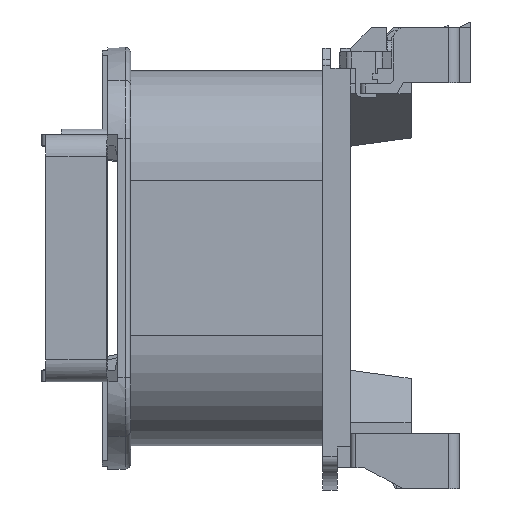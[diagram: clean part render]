
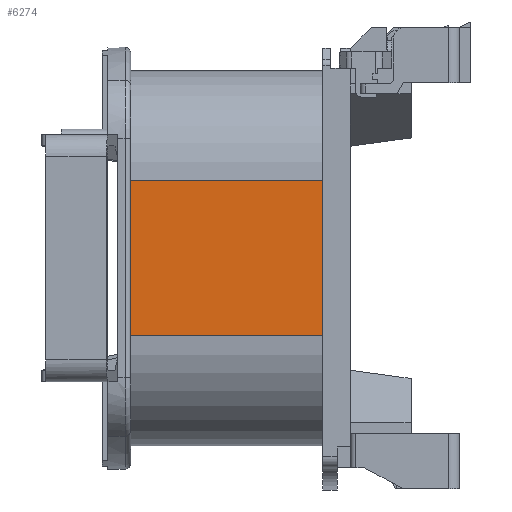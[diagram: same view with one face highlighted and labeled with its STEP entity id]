
A CAD part, left-side view. The second image highlights one B-rep face of the part: STEP entity #6274.
In plain terms, the highlighted planar face has unit normal (-1, 0, 0).
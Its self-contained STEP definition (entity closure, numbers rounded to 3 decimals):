
#135 = CARTESIAN_POINT ( 'NONE',  ( -13.7, 13.4, 17. ) ) ;
#277 = VECTOR ( 'NONE', #9945, 1000. ) ;
#787 = VERTEX_POINT ( 'NONE', #15750 ) ;
#904 = ORIENTED_EDGE ( 'NONE', *, *, #15950, .T. ) ;
#1042 = EDGE_CURVE ( 'NONE', #11592, #4303, #4008, .T. ) ;
#1277 = FACE_OUTER_BOUND ( 'NONE', #4534, .T. ) ;
#1707 = DIRECTION ( 'NONE',  ( 0., 0., -1. ) ) ;
#1778 = AXIS2_PLACEMENT_3D ( 'NONE', #5582, #3661, #1707 ) ;
#1913 = LINE ( 'NONE', #11209, #7254 ) ;
#3469 = EDGE_CURVE ( 'NONE', #787, #11592, #9232, .T. ) ;
#3624 = EDGE_CURVE ( 'NONE', #787, #4796, #13856, .T. ) ;
#3640 = ORIENTED_EDGE ( 'NONE', *, *, #3469, .T. ) ;
#3661 = DIRECTION ( 'NONE',  ( 1., 0., 0. ) ) ;
#4008 = LINE ( 'NONE', #135, #15202 ) ;
#4303 = VERTEX_POINT ( 'NONE', #17869 ) ;
#4534 = EDGE_LOOP ( 'NONE', ( #8185, #3640, #10216, #904 ) ) ;
#4796 = VERTEX_POINT ( 'NONE', #7935 ) ;
#5315 = DIRECTION ( 'NONE',  ( 0., -1., 0. ) ) ;
#5582 = CARTESIAN_POINT ( 'NONE',  ( -13.7, 30.8, 17. ) ) ;
#6274 = ADVANCED_FACE ( 'NONE', ( #1277 ), #7537, .F. ) ;
#7252 = CARTESIAN_POINT ( 'NONE',  ( -13.7, 30.8, -7. ) ) ;
#7254 = VECTOR ( 'NONE', #9249, 1000. ) ;
#7537 = PLANE ( 'NONE',  #1778 ) ;
#7935 = CARTESIAN_POINT ( 'NONE',  ( -13.7, 30.8, 7. ) ) ;
#8185 = ORIENTED_EDGE ( 'NONE', *, *, #3624, .F. ) ;
#9232 = LINE ( 'NONE', #7252, #13262 ) ;
#9249 = DIRECTION ( 'NONE',  ( 0., 1., 0. ) ) ;
#9945 = DIRECTION ( 'NONE',  ( 0., 0., 1. ) ) ;
#10216 = ORIENTED_EDGE ( 'NONE', *, *, #1042, .T. ) ;
#11209 = CARTESIAN_POINT ( 'NONE',  ( -13.7, 30.8, 7. ) ) ;
#11592 = VERTEX_POINT ( 'NONE', #13667 ) ;
#11900 = CARTESIAN_POINT ( 'NONE',  ( -13.7, 30.8, 17. ) ) ;
#13262 = VECTOR ( 'NONE', #5315, 1000. ) ;
#13667 = CARTESIAN_POINT ( 'NONE',  ( -13.7, 13.4, -7. ) ) ;
#13856 = LINE ( 'NONE', #11900, #277 ) ;
#15202 = VECTOR ( 'NONE', #17116, 1000. ) ;
#15750 = CARTESIAN_POINT ( 'NONE',  ( -13.7, 30.8, -7. ) ) ;
#15950 = EDGE_CURVE ( 'NONE', #4303, #4796, #1913, .T. ) ;
#17116 = DIRECTION ( 'NONE',  ( 0., 0., 1. ) ) ;
#17869 = CARTESIAN_POINT ( 'NONE',  ( -13.7, 13.4, 7. ) ) ;
